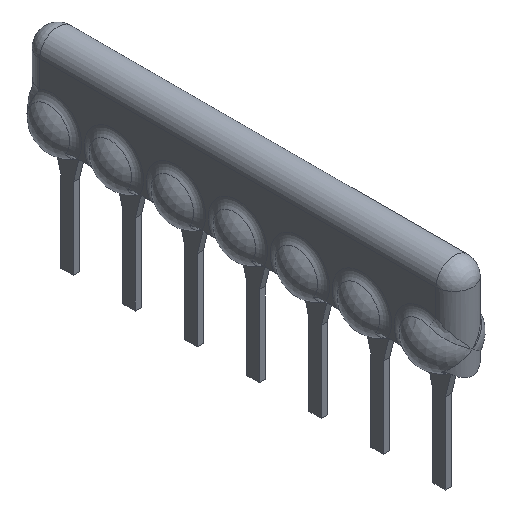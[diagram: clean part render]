
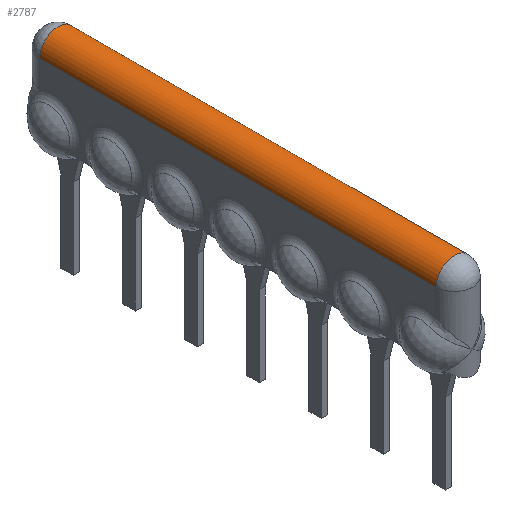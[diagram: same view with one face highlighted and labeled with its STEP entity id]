
A CAD part, isometric view. The second image highlights one B-rep face of the part: STEP entity #2787.
In plain terms, the highlighted cylindrical face has radius 0.75 mm (diameter 1.5 mm), a partial arc.
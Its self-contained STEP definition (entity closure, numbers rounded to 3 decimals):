
#332=DIRECTION('',(0.,1.,0.));
#333=VECTOR('',#332,16.23);
#334=CARTESIAN_POINT('',(0.75,0.75,2.195));
#335=LINE('',#334,#333);
#666=CARTESIAN_POINT('',(0.,16.98,2.195));
#667=DIRECTION('',(0.,-1.,0.));
#668=DIRECTION('',(1.,0.,0.));
#669=AXIS2_PLACEMENT_3D('',#666,#667,#668);
#671=CARTESIAN_POINT('',(0.,0.75,2.195));
#672=DIRECTION('',(0.,-1.,0.));
#673=DIRECTION('',(1.,0.,0.));
#674=AXIS2_PLACEMENT_3D('',#671,#672,#673);
#676=DIRECTION('',(0.,1.,0.));
#677=VECTOR('',#676,16.23);
#678=CARTESIAN_POINT('',(-0.75,0.75,2.195));
#679=LINE('',#678,#677);
#1571=CARTESIAN_POINT('',(0.75,0.75,2.195));
#1572=CARTESIAN_POINT('',(-0.75,0.75,2.195));
#1573=VERTEX_POINT('',#1571);
#1574=VERTEX_POINT('',#1572);
#1859=CARTESIAN_POINT('',(-0.75,16.98,2.195));
#1861=VERTEX_POINT('',#1859);
#1863=CARTESIAN_POINT('',(0.75,16.98,2.195));
#1864=VERTEX_POINT('',#1863);
#2774=CARTESIAN_POINT('',(0.,0.,2.195));
#2775=DIRECTION('',(0.,1.,0.));
#2776=DIRECTION('',(-1.,0.,0.));
#2777=AXIS2_PLACEMENT_3D('',#2774,#2775,#2776);
#2778=CYLINDRICAL_SURFACE('',#2777,0.75);
#2780=ORIENTED_EDGE('',*,*,#2779,.F.);
#2781=ORIENTED_EDGE('',*,*,#2291,.F.);
#2783=ORIENTED_EDGE('',*,*,#2782,.T.);
#2784=ORIENTED_EDGE('',*,*,#2749,.T.);
#2785=EDGE_LOOP('',(#2780,#2781,#2783,#2784));
#2786=FACE_OUTER_BOUND('',#2785,.F.);
#670=CIRCLE('',#669,0.75);
#675=CIRCLE('',#674,0.75);
#2291=EDGE_CURVE('',#1573,#1864,#335,.T.);
#2749=EDGE_CURVE('',#1574,#1861,#679,.T.);
#2779=EDGE_CURVE('',#1864,#1861,#670,.T.);
#2782=EDGE_CURVE('',#1573,#1574,#675,.T.);
#2787=ADVANCED_FACE('',(#2786),#2778,.T.);
